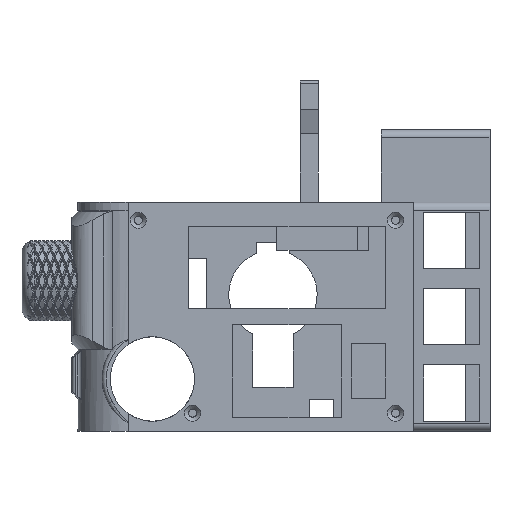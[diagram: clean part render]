
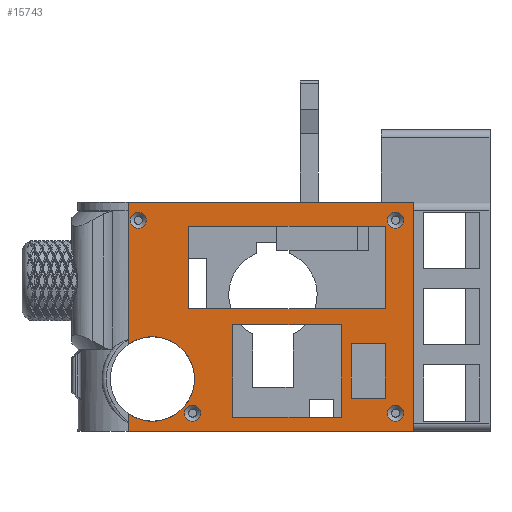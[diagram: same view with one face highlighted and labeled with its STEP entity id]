
A CAD part, front view. The second image highlights one B-rep face of the part: STEP entity #15743.
In plain terms, the highlighted planar face has unit normal (0, -1, 0).
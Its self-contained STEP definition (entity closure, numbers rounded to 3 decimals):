
#336=FACE_BOUND('',#4085,.T.);
#337=FACE_BOUND('',#4086,.T.);
#338=FACE_BOUND('',#4087,.T.);
#339=FACE_BOUND('',#4088,.T.);
#340=FACE_BOUND('',#4089,.T.);
#341=FACE_BOUND('',#4090,.T.);
#342=FACE_BOUND('',#4091,.T.);
#457=CIRCLE('',#16322,2.);
#459=CIRCLE('',#16325,10.5);
#460=CIRCLE('',#16326,2.);
#461=CIRCLE('',#16327,2.);
#462=CIRCLE('',#16328,2.);
#649=PLANE('',#16324);
#1142=LINE('',#38088,#1800);
#1219=LINE('',#38278,#1877);
#1223=LINE('',#38286,#1881);
#1226=LINE('',#38292,#1884);
#1230=LINE('',#38298,#1888);
#1233=LINE('',#38304,#1891);
#1249=LINE('',#38341,#1907);
#1250=LINE('',#38345,#1908);
#1251=LINE('',#38346,#1909);
#1252=LINE('',#38347,#1910);
#1253=LINE('',#38354,#1911);
#1254=LINE('',#38356,#1912);
#1255=LINE('',#38358,#1913);
#1256=LINE('',#38359,#1914);
#1257=LINE('',#38362,#1915);
#1258=LINE('',#38364,#1916);
#1259=LINE('',#38366,#1917);
#1260=LINE('',#38367,#1918);
#1800=VECTOR('',#17708,10.);
#1877=VECTOR('',#17863,10.);
#1881=VECTOR('',#17869,10.);
#1884=VECTOR('',#17874,10.);
#1888=VECTOR('',#17880,10.);
#1891=VECTOR('',#17887,10.);
#1907=VECTOR('',#17933,10.);
#1908=VECTOR('',#17936,10.);
#1909=VECTOR('',#17937,10.);
#1910=VECTOR('',#17938,10.);
#1911=VECTOR('',#17943,10.);
#1912=VECTOR('',#17944,10.);
#1913=VECTOR('',#17945,10.);
#1914=VECTOR('',#17946,10.);
#1915=VECTOR('',#17947,10.);
#1916=VECTOR('',#17948,10.);
#1917=VECTOR('',#17949,10.);
#1918=VECTOR('',#17950,10.);
#2987=FACE_OUTER_BOUND('',#4084,.T.);
#4084=EDGE_LOOP('',(#13885,#13886,#13887,#13888,#13889,#13890,#13891));
#4085=EDGE_LOOP('',(#13892));
#4086=EDGE_LOOP('',(#13893));
#4087=EDGE_LOOP('',(#13894,#13895,#13896,#13897));
#4088=EDGE_LOOP('',(#13898,#13899,#13900,#13901));
#4089=EDGE_LOOP('',(#13902,#13903,#13904,#13905));
#4090=EDGE_LOOP('',(#13906));
#4091=EDGE_LOOP('',(#13907));
#6894=VERTEX_POINT('',#38085);
#6895=VERTEX_POINT('',#38087);
#6932=VERTEX_POINT('',#38172);
#6968=VERTEX_POINT('',#38276);
#6969=VERTEX_POINT('',#38277);
#6972=VERTEX_POINT('',#38285);
#6974=VERTEX_POINT('',#38291);
#6976=VERTEX_POINT('',#38303);
#6980=VERTEX_POINT('',#38334);
#6982=VERTEX_POINT('',#38340);
#6983=VERTEX_POINT('',#38342);
#6984=VERTEX_POINT('',#38344);
#6985=VERTEX_POINT('',#38348);
#6986=VERTEX_POINT('',#38350);
#6987=VERTEX_POINT('',#38352);
#6988=VERTEX_POINT('',#38353);
#6989=VERTEX_POINT('',#38355);
#6990=VERTEX_POINT('',#38357);
#6991=VERTEX_POINT('',#38360);
#6992=VERTEX_POINT('',#38361);
#6993=VERTEX_POINT('',#38363);
#6994=VERTEX_POINT('',#38365);
#6995=VERTEX_POINT('',#38368);
#9175=EDGE_CURVE('',#6895,#6894,#1142,.T.);
#9268=EDGE_CURVE('',#6968,#6969,#1219,.T.);
#9272=EDGE_CURVE('',#6972,#6969,#1223,.T.);
#9275=EDGE_CURVE('',#6972,#6974,#1226,.T.);
#9279=EDGE_CURVE('',#6968,#6974,#1230,.T.);
#9282=EDGE_CURVE('',#6895,#6976,#1233,.T.);
#9297=EDGE_CURVE('',#6980,#6980,#457,.T.);
#9300=EDGE_CURVE('',#6982,#6932,#1249,.T.);
#9301=EDGE_CURVE('',#6982,#6983,#459,.T.);
#9302=EDGE_CURVE('',#6984,#6983,#1250,.T.);
#9303=EDGE_CURVE('',#6976,#6984,#1251,.T.);
#9304=EDGE_CURVE('',#6932,#6894,#1252,.T.);
#9305=EDGE_CURVE('',#6985,#6985,#460,.T.);
#9306=EDGE_CURVE('',#6986,#6986,#461,.T.);
#9307=EDGE_CURVE('',#6987,#6988,#1253,.T.);
#9308=EDGE_CURVE('',#6988,#6989,#1254,.T.);
#9309=EDGE_CURVE('',#6989,#6990,#1255,.T.);
#9310=EDGE_CURVE('',#6990,#6987,#1256,.T.);
#9311=EDGE_CURVE('',#6991,#6992,#1257,.T.);
#9312=EDGE_CURVE('',#6992,#6993,#1258,.T.);
#9313=EDGE_CURVE('',#6993,#6994,#1259,.T.);
#9314=EDGE_CURVE('',#6994,#6991,#1260,.T.);
#9315=EDGE_CURVE('',#6995,#6995,#462,.T.);
#13885=ORIENTED_EDGE('',*,*,#9300,.F.);
#13886=ORIENTED_EDGE('',*,*,#9301,.T.);
#13887=ORIENTED_EDGE('',*,*,#9302,.F.);
#13888=ORIENTED_EDGE('',*,*,#9303,.F.);
#13889=ORIENTED_EDGE('',*,*,#9282,.F.);
#13890=ORIENTED_EDGE('',*,*,#9175,.T.);
#13891=ORIENTED_EDGE('',*,*,#9304,.F.);
#13892=ORIENTED_EDGE('',*,*,#9305,.F.);
#13893=ORIENTED_EDGE('',*,*,#9306,.F.);
#13894=ORIENTED_EDGE('',*,*,#9272,.T.);
#13895=ORIENTED_EDGE('',*,*,#9268,.F.);
#13896=ORIENTED_EDGE('',*,*,#9279,.T.);
#13897=ORIENTED_EDGE('',*,*,#9275,.F.);
#13898=ORIENTED_EDGE('',*,*,#9307,.T.);
#13899=ORIENTED_EDGE('',*,*,#9308,.T.);
#13900=ORIENTED_EDGE('',*,*,#9309,.T.);
#13901=ORIENTED_EDGE('',*,*,#9310,.T.);
#13902=ORIENTED_EDGE('',*,*,#9311,.T.);
#13903=ORIENTED_EDGE('',*,*,#9312,.T.);
#13904=ORIENTED_EDGE('',*,*,#9313,.T.);
#13905=ORIENTED_EDGE('',*,*,#9314,.T.);
#13906=ORIENTED_EDGE('',*,*,#9315,.F.);
#13907=ORIENTED_EDGE('',*,*,#9297,.F.);
#15743=ADVANCED_FACE('',(#2987,#336,#337,#338,#339,#340,#341,#342),#649,
 .F.);
#16322=AXIS2_PLACEMENT_3D('',#38335,#17926,#17927);
#16324=AXIS2_PLACEMENT_3D('',#38339,#17931,#17932);
#16325=AXIS2_PLACEMENT_3D('',#38343,#17934,#17935);
#16326=AXIS2_PLACEMENT_3D('',#38349,#17939,#17940);
#16327=AXIS2_PLACEMENT_3D('',#38351,#17941,#17942);
#16328=AXIS2_PLACEMENT_3D('',#38369,#17951,#17952);
#17708=DIRECTION('',(-1.,0.,0.));
#17863=DIRECTION('',(1.,0.,0.));
#17869=DIRECTION('',(0.,0.,-1.));
#17874=DIRECTION('',(-1.,0.,0.));
#17880=DIRECTION('',(0.,0.,1.));
#17887=DIRECTION('',(0.,0.,-1.));
#17926=DIRECTION('center_axis',(0.,-1.,0.));
#17927=DIRECTION('ref_axis',(1.,0.,0.));
#17931=DIRECTION('center_axis',(0.,1.,0.));
#17932=DIRECTION('ref_axis',(1.,0.,0.));
#17933=DIRECTION('',(0.,0.,1.));
#17934=DIRECTION('center_axis',(0.,1.,0.));
#17935=DIRECTION('ref_axis',(1.,0.,0.));
#17936=DIRECTION('',(0.,0.,1.));
#17937=DIRECTION('',(-1.,0.,0.));
#17938=DIRECTION('',(0.,0.,1.));
#17939=DIRECTION('center_axis',(0.,-1.,0.));
#17940=DIRECTION('ref_axis',(1.,0.,0.));
#17941=DIRECTION('center_axis',(0.,-1.,0.));
#17942=DIRECTION('ref_axis',(1.,0.,0.));
#17943=DIRECTION('',(0.,0.,-1.));
#17944=DIRECTION('',(-1.,0.,0.));
#17945=DIRECTION('',(0.,0.,1.));
#17946=DIRECTION('',(1.,0.,0.));
#17947=DIRECTION('',(0.,0.,-1.));
#17948=DIRECTION('',(-1.,0.,0.));
#17949=DIRECTION('',(0.,0.,1.));
#17950=DIRECTION('',(1.,0.,0.));
#17951=DIRECTION('center_axis',(0.,-1.,0.));
#17952=DIRECTION('ref_axis',(1.,0.,0.));
#38085=CARTESIAN_POINT('',(69.6,-68.25,57.));
#38087=CARTESIAN_POINT('',(140.6,-68.25,57.));
#38088=CARTESIAN_POINT('',(140.6,-68.25,57.));
#38172=CARTESIAN_POINT('',(69.6,-68.25,55.));
#38276=CARTESIAN_POINT('',(84.6,-68.25,30.5));
#38277=CARTESIAN_POINT('',(133.6,-68.25,30.5));
#38278=CARTESIAN_POINT('',(119.35,-68.25,30.5));
#38285=CARTESIAN_POINT('',(133.6,-68.25,51.));
#38286=CARTESIAN_POINT('',(133.6,-68.25,41.25));
#38291=CARTESIAN_POINT('',(84.6,-68.25,51.));
#38292=CARTESIAN_POINT('',(94.85,-68.25,51.));
#38298=CARTESIAN_POINT('',(84.6,-68.25,28.25));
#38303=CARTESIAN_POINT('',(140.6,-68.25,0.));
#38304=CARTESIAN_POINT('',(140.6,-68.25,57.));
#38334=CARTESIAN_POINT('',(83.605,-68.25,4.5));
#38335=CARTESIAN_POINT('Origin',(85.605,-68.25,4.5));
#38339=CARTESIAN_POINT('Origin',(105.1,-68.25,28.5));
#38340=CARTESIAN_POINT('',(69.6,-68.25,21.614));
#38341=CARTESIAN_POINT('',(69.6,-68.25,0.));
#38342=CARTESIAN_POINT('',(69.6,-68.25,4.386));
#38343=CARTESIAN_POINT('Origin',(75.605,-68.25,13.));
#38344=CARTESIAN_POINT('',(69.6,-68.25,0.));
#38345=CARTESIAN_POINT('',(69.6,-68.25,0.));
#38346=CARTESIAN_POINT('',(140.6,-68.25,0.));
#38347=CARTESIAN_POINT('',(69.6,-68.25,55.));
#38348=CARTESIAN_POINT('',(134.105,-68.25,4.5));
#38349=CARTESIAN_POINT('Origin',(136.105,-68.25,4.5));
#38350=CARTESIAN_POINT('',(70.105,-68.25,52.5));
#38351=CARTESIAN_POINT('Origin',(72.105,-68.25,52.5));
#38352=CARTESIAN_POINT('',(122.6,-68.25,26.5));
#38353=CARTESIAN_POINT('',(122.6,-68.25,3.5));
#38354=CARTESIAN_POINT('',(122.6,-68.25,27.5));
#38355=CARTESIAN_POINT('',(95.6,-68.25,3.5));
#38356=CARTESIAN_POINT('',(113.85,-68.25,3.5));
#38357=CARTESIAN_POINT('',(95.6,-68.25,26.5));
#38358=CARTESIAN_POINT('',(95.6,-68.25,16.));
#38359=CARTESIAN_POINT('',(100.35,-68.25,26.5));
#38360=CARTESIAN_POINT('',(133.6,-68.25,21.75));
#38361=CARTESIAN_POINT('',(133.6,-68.25,8.25));
#38362=CARTESIAN_POINT('',(133.6,-68.25,25.125));
#38363=CARTESIAN_POINT('',(125.1,-68.25,8.25));
#38364=CARTESIAN_POINT('',(119.35,-68.25,8.25));
#38365=CARTESIAN_POINT('',(125.1,-68.25,21.75));
#38366=CARTESIAN_POINT('',(125.1,-68.25,18.375));
#38367=CARTESIAN_POINT('',(115.1,-68.25,21.75));
#38368=CARTESIAN_POINT('',(134.105,-68.25,52.5));
#38369=CARTESIAN_POINT('Origin',(136.105,-68.25,52.5));
